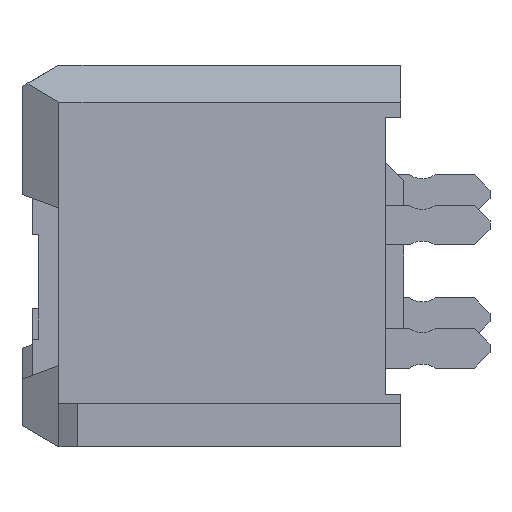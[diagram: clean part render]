
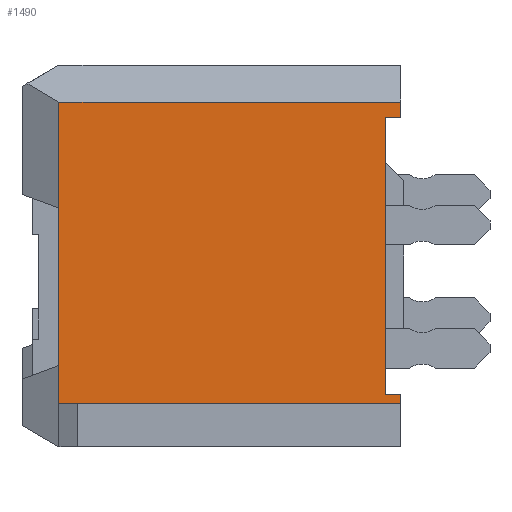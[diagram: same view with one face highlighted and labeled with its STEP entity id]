
A CAD part, left-side view. The second image highlights one B-rep face of the part: STEP entity #1490.
In plain terms, the highlighted planar face has unit normal (-1, 0, 0).
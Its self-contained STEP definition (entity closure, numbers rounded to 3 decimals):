
#1490 = ADVANCED_FACE( '', ( #3028 ), #3029, .F. );
#3028 = FACE_OUTER_BOUND( '', #4618, .T. );
#3029 = PLANE( '', #4619 );
#4618 = EDGE_LOOP( '', ( #9267, #9268, #9269, #9270, #9271, #9272, #9273, #9274, #9275, #9276 ) );
#4619 = AXIS2_PLACEMENT_3D( '', #9277, #9278, #9279 );
#9267 = ORIENTED_EDGE( '', *, *, #11968, .T. );
#9268 = ORIENTED_EDGE( '', *, *, #10360, .T. );
#9269 = ORIENTED_EDGE( '', *, *, #11262, .T. );
#9270 = ORIENTED_EDGE( '', *, *, #10619, .F. );
#9271 = ORIENTED_EDGE( '', *, *, #10434, .T. );
#9272 = ORIENTED_EDGE( '', *, *, #11969, .F. );
#9273 = ORIENTED_EDGE( '', *, *, #11150, .T. );
#9274 = ORIENTED_EDGE( '', *, *, #11746, .T. );
#9275 = ORIENTED_EDGE( '', *, *, #11970, .T. );
#9276 = ORIENTED_EDGE( '', *, *, #10844, .F. );
#9277 = CARTESIAN_POINT( '', ( -5.825, 6.15, -3.1 ) );
#9278 = DIRECTION( '', ( 1., 0., 0. ) );
#9279 = DIRECTION( '', ( 0., 0., -1. ) );
#10360 = EDGE_CURVE( '', #12705, #12703, #12706, .T. );
#10434 = EDGE_CURVE( '', #12834, #12832, #12835, .T. );
#10619 = EDGE_CURVE( '', #12834, #13151, #13152, .T. );
#10844 = EDGE_CURVE( '', #13512, #13514, #13515, .T. );
#11150 = EDGE_CURVE( '', #13982, #13980, #13983, .T. );
#11262 = EDGE_CURVE( '', #12703, #13151, #14144, .T. );
#11746 = EDGE_CURVE( '', #13980, #14787, #14790, .T. );
#11968 = EDGE_CURVE( '', #13512, #12705, #15040, .T. );
#11969 = EDGE_CURVE( '', #13982, #12832, #15041, .T. );
#11970 = EDGE_CURVE( '', #14787, #13514, #15042, .T. );
#12703 = VERTEX_POINT( '', #16037 );
#12705 = VERTEX_POINT( '', #16040 );
#12706 = LINE( '', #16041, #16042 );
#12832 = VERTEX_POINT( '', #16226 );
#12834 = VERTEX_POINT( '', #16229 );
#12835 = LINE( '', #16230, #16231 );
#13151 = VERTEX_POINT( '', #16685 );
#13152 = LINE( '', #16686, #16687 );
#13512 = VERTEX_POINT( '', #17202 );
#13514 = VERTEX_POINT( '', #17205 );
#13515 = LINE( '', #17206, #17207 );
#13980 = VERTEX_POINT( '', #17903 );
#13982 = VERTEX_POINT( '', #17906 );
#13983 = LINE( '', #17907, #17908 );
#14144 = LINE( '', #18152, #18153 );
#14787 = VERTEX_POINT( '', #19080 );
#14790 = LINE( '', #19084, #19085 );
#15040 = LINE( '', #19451, #19452 );
#15041 = LINE( '', #19453, #19454 );
#15042 = LINE( '', #19455, #19456 );
#16037 = CARTESIAN_POINT( '', ( -5.825, 5.55, -1.78 ) );
#16040 = CARTESIAN_POINT( '', ( -5.825, 5.55, 0.78 ) );
#16041 = CARTESIAN_POINT( '', ( -5.825, 5.55, 0.78 ) );
#16042 = VECTOR( '', #19951, 1000. );
#16226 = CARTESIAN_POINT( '', ( -5.825, 0., -2.25 ) );
#16229 = CARTESIAN_POINT( '', ( -5.825, 0., -2.4 ) );
#16230 = CARTESIAN_POINT( '', ( -5.825, 0., -3.1 ) );
#16231 = VECTOR( '', #20017, 1000. );
#16685 = CARTESIAN_POINT( '', ( -5.825, 5.55, -2.4 ) );
#16686 = CARTESIAN_POINT( '', ( -5.825, 6.15, -2.4 ) );
#16687 = VECTOR( '', #20213, 1000. );
#17202 = CARTESIAN_POINT( '', ( -5.825, 5.55, 2.5 ) );
#17205 = CARTESIAN_POINT( '', ( -5.825, 0., 2.5 ) );
#17206 = CARTESIAN_POINT( '', ( -5.825, 6.15, 2.5 ) );
#17207 = VECTOR( '', #20442, 1000. );
#17903 = CARTESIAN_POINT( '', ( -5.825, 0.25, 2.25 ) );
#17906 = CARTESIAN_POINT( '', ( -5.825, 0.25, -2.25 ) );
#17907 = CARTESIAN_POINT( '', ( -5.825, 0.25, -2.25 ) );
#17908 = VECTOR( '', #20741, 1000. );
#18152 = CARTESIAN_POINT( '', ( -5.825, 5.55, 3.1 ) );
#18153 = VECTOR( '', #20837, 1000. );
#19080 = CARTESIAN_POINT( '', ( -5.825, 0., 2.25 ) );
#19084 = CARTESIAN_POINT( '', ( -5.825, 0.25, 2.25 ) );
#19085 = VECTOR( '', #21267, 1000. );
#19451 = CARTESIAN_POINT( '', ( -5.825, 5.55, 3.1 ) );
#19452 = VECTOR( '', #21438, 1000. );
#19453 = CARTESIAN_POINT( '', ( -5.825, 0.25, -2.25 ) );
#19454 = VECTOR( '', #21439, 1000. );
#19455 = CARTESIAN_POINT( '', ( -5.825, 0., -3.1 ) );
#19456 = VECTOR( '', #21440, 1000. );
#19951 = DIRECTION( '', ( 0., 0., -1. ) );
#20017 = DIRECTION( '', ( 0., 0., 1. ) );
#20213 = DIRECTION( '', ( 0., 1., 0. ) );
#20442 = DIRECTION( '', ( 0., -1., 0. ) );
#20741 = DIRECTION( '', ( 0., 0., 1. ) );
#20837 = DIRECTION( '', ( 0., 0., -1. ) );
#21267 = DIRECTION( '', ( 0., -1., 0. ) );
#21438 = DIRECTION( '', ( 0., 0., -1. ) );
#21439 = DIRECTION( '', ( 0., -1., 0. ) );
#21440 = DIRECTION( '', ( 0., 0., 1. ) );
